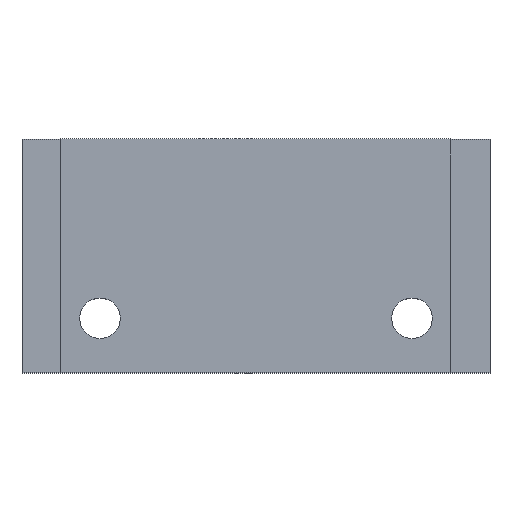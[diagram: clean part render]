
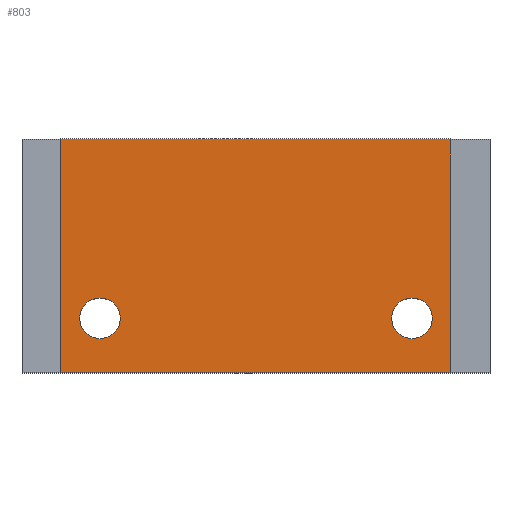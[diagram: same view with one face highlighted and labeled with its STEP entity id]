
A CAD part, top view. The second image highlights one B-rep face of the part: STEP entity #803.
In plain terms, the highlighted planar face has unit normal (0, 0, 1).
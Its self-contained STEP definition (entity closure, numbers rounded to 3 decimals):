
#72 = PLANE('',#73);
#73 = AXIS2_PLACEMENT_3D('',#74,#75,#76);
#74 = CARTESIAN_POINT('',(-30.,-15.,0.));
#75 = DIRECTION('',(0.,1.,0.));
#76 = DIRECTION('',(1.,0.,0.));
#126 = PLANE('',#127);
#127 = AXIS2_PLACEMENT_3D('',#128,#129,#130);
#128 = CARTESIAN_POINT('',(30.,15.,0.));
#129 = DIRECTION('',(0.,-1.,0.));
#130 = DIRECTION('',(-1.,0.,0.));
#313 = VERTEX_POINT('',#314);
#314 = CARTESIAN_POINT('',(25.,15.,10.));
#328 = PLANE('',#329);
#329 = AXIS2_PLACEMENT_3D('',#330,#331,#332);
#330 = CARTESIAN_POINT('',(25.,-15.,11.));
#331 = DIRECTION('',(-1.,0.,0.));
#332 = DIRECTION('',(0.,0.,-1.));
#340 = EDGE_CURVE('',#313,#341,#343,.T.);
#341 = VERTEX_POINT('',#342);
#342 = CARTESIAN_POINT('',(-25.,15.,10.));
#343 = SURFACE_CURVE('',#344,(#348,#355),.PCURVE_S1.);
#344 = LINE('',#345,#346);
#345 = CARTESIAN_POINT('',(30.,15.,10.));
#346 = VECTOR('',#347,1.);
#347 = DIRECTION('',(-1.,0.,0.));
#348 = PCURVE('',#126,#349);
#349 = DEFINITIONAL_REPRESENTATION('',(#350),#354);
#350 = LINE('',#351,#352);
#351 = CARTESIAN_POINT('',(0.,-10.));
#352 = VECTOR('',#353,1.);
#353 = DIRECTION('',(1.,0.));
#354 = ( GEOMETRIC_REPRESENTATION_CONTEXT(2) 
PARAMETRIC_REPRESENTATION_CONTEXT() REPRESENTATION_CONTEXT('2D SPACE',''
  ) );
#355 = PCURVE('',#356,#361);
#356 = PLANE('',#357);
#357 = AXIS2_PLACEMENT_3D('',#358,#359,#360);
#358 = CARTESIAN_POINT('',(0.,0.,10.));
#359 = DIRECTION('',(0.,0.,1.));
#360 = DIRECTION('',(1.,0.,0.));
#361 = DEFINITIONAL_REPRESENTATION('',(#362),#366);
#362 = LINE('',#363,#364);
#363 = CARTESIAN_POINT('',(30.,15.));
#364 = VECTOR('',#365,1.);
#365 = DIRECTION('',(-1.,0.));
#366 = ( GEOMETRIC_REPRESENTATION_CONTEXT(2) 
PARAMETRIC_REPRESENTATION_CONTEXT() REPRESENTATION_CONTEXT('2D SPACE',''
  ) );
#384 = PLANE('',#385);
#385 = AXIS2_PLACEMENT_3D('',#386,#387,#388);
#386 = CARTESIAN_POINT('',(-25.,-15.,5.));
#387 = DIRECTION('',(1.,0.,0.));
#388 = DIRECTION('',(0.,0.,1.));
#545 = VERTEX_POINT('',#546);
#546 = CARTESIAN_POINT('',(-25.,-15.,10.));
#567 = EDGE_CURVE('',#545,#568,#570,.T.);
#568 = VERTEX_POINT('',#569);
#569 = CARTESIAN_POINT('',(25.,-15.,10.));
#570 = SURFACE_CURVE('',#571,(#575,#582),.PCURVE_S1.);
#571 = LINE('',#572,#573);
#572 = CARTESIAN_POINT('',(-30.,-15.,10.));
#573 = VECTOR('',#574,1.);
#574 = DIRECTION('',(1.,0.,0.));
#575 = PCURVE('',#72,#576);
#576 = DEFINITIONAL_REPRESENTATION('',(#577),#581);
#577 = LINE('',#578,#579);
#578 = CARTESIAN_POINT('',(0.,-10.));
#579 = VECTOR('',#580,1.);
#580 = DIRECTION('',(1.,0.));
#581 = ( GEOMETRIC_REPRESENTATION_CONTEXT(2) 
PARAMETRIC_REPRESENTATION_CONTEXT() REPRESENTATION_CONTEXT('2D SPACE',''
  ) );
#582 = PCURVE('',#356,#583);
#583 = DEFINITIONAL_REPRESENTATION('',(#584),#588);
#584 = LINE('',#585,#586);
#585 = CARTESIAN_POINT('',(-30.,-15.));
#586 = VECTOR('',#587,1.);
#587 = DIRECTION('',(1.,0.));
#588 = ( GEOMETRIC_REPRESENTATION_CONTEXT(2) 
PARAMETRIC_REPRESENTATION_CONTEXT() REPRESENTATION_CONTEXT('2D SPACE',''
  ) );
#783 = EDGE_CURVE('',#545,#341,#784,.T.);
#784 = SURFACE_CURVE('',#785,(#789,#796),.PCURVE_S1.);
#785 = LINE('',#786,#787);
#786 = CARTESIAN_POINT('',(-25.,-7.5,10.));
#787 = VECTOR('',#788,1.);
#788 = DIRECTION('',(0.,1.,0.));
#789 = PCURVE('',#384,#790);
#790 = DEFINITIONAL_REPRESENTATION('',(#791),#795);
#791 = LINE('',#792,#793);
#792 = CARTESIAN_POINT('',(5.,-7.5));
#793 = VECTOR('',#794,1.);
#794 = DIRECTION('',(0.,-1.));
#795 = ( GEOMETRIC_REPRESENTATION_CONTEXT(2) 
PARAMETRIC_REPRESENTATION_CONTEXT() REPRESENTATION_CONTEXT('2D SPACE',''
  ) );
#796 = PCURVE('',#356,#797);
#797 = DEFINITIONAL_REPRESENTATION('',(#798),#802);
#798 = LINE('',#799,#800);
#799 = CARTESIAN_POINT('',(-25.,-7.5));
#800 = VECTOR('',#801,1.);
#801 = DIRECTION('',(0.,1.));
#802 = ( GEOMETRIC_REPRESENTATION_CONTEXT(2) 
PARAMETRIC_REPRESENTATION_CONTEXT() REPRESENTATION_CONTEXT('2D SPACE',''
  ) );
#803 = ADVANCED_FACE('',(#804,#830,#861),#356,.T.);
#804 = FACE_BOUND('',#805,.T.);
#805 = EDGE_LOOP('',(#806,#807,#828,#829));
#806 = ORIENTED_EDGE('',*,*,#567,.T.);
#807 = ORIENTED_EDGE('',*,*,#808,.F.);
#808 = EDGE_CURVE('',#313,#568,#809,.T.);
#809 = SURFACE_CURVE('',#810,(#814,#821),.PCURVE_S1.);
#810 = LINE('',#811,#812);
#811 = CARTESIAN_POINT('',(25.,-7.5,10.));
#812 = VECTOR('',#813,1.);
#813 = DIRECTION('',(0.,-1.,0.));
#814 = PCURVE('',#356,#815);
#815 = DEFINITIONAL_REPRESENTATION('',(#816),#820);
#816 = LINE('',#817,#818);
#817 = CARTESIAN_POINT('',(25.,-7.5));
#818 = VECTOR('',#819,1.);
#819 = DIRECTION('',(0.,-1.));
#820 = ( GEOMETRIC_REPRESENTATION_CONTEXT(2) 
PARAMETRIC_REPRESENTATION_CONTEXT() REPRESENTATION_CONTEXT('2D SPACE',''
  ) );
#821 = PCURVE('',#328,#822);
#822 = DEFINITIONAL_REPRESENTATION('',(#823),#827);
#823 = LINE('',#824,#825);
#824 = CARTESIAN_POINT('',(1.,-7.5));
#825 = VECTOR('',#826,1.);
#826 = DIRECTION('',(0.,1.));
#827 = ( GEOMETRIC_REPRESENTATION_CONTEXT(2) 
PARAMETRIC_REPRESENTATION_CONTEXT() REPRESENTATION_CONTEXT('2D SPACE',''
  ) );
#828 = ORIENTED_EDGE('',*,*,#340,.T.);
#829 = ORIENTED_EDGE('',*,*,#783,.F.);
#830 = FACE_BOUND('',#831,.T.);
#831 = EDGE_LOOP('',(#832));
#832 = ORIENTED_EDGE('',*,*,#833,.F.);
#833 = EDGE_CURVE('',#834,#834,#836,.T.);
#834 = VERTEX_POINT('',#835);
#835 = CARTESIAN_POINT('',(-22.6,-8.,10.));
#836 = SURFACE_CURVE('',#837,(#842,#849),.PCURVE_S1.);
#837 = CIRCLE('',#838,2.6);
#838 = AXIS2_PLACEMENT_3D('',#839,#840,#841);
#839 = CARTESIAN_POINT('',(-20.,-8.,10.));
#840 = DIRECTION('',(0.,-0.,1.));
#841 = DIRECTION('',(-1.,0.,0.));
#842 = PCURVE('',#356,#843);
#843 = DEFINITIONAL_REPRESENTATION('',(#844),#848);
#844 = CIRCLE('',#845,2.6);
#845 = AXIS2_PLACEMENT_2D('',#846,#847);
#846 = CARTESIAN_POINT('',(-20.,-8.));
#847 = DIRECTION('',(-1.,0.));
#848 = ( GEOMETRIC_REPRESENTATION_CONTEXT(2) 
PARAMETRIC_REPRESENTATION_CONTEXT() REPRESENTATION_CONTEXT('2D SPACE',''
  ) );
#849 = PCURVE('',#850,#855);
#850 = CYLINDRICAL_SURFACE('',#851,2.6);
#851 = AXIS2_PLACEMENT_3D('',#852,#853,#854);
#852 = CARTESIAN_POINT('',(-20.,-8.,5.1));
#853 = DIRECTION('',(0.,0.,1.));
#854 = DIRECTION('',(-1.,0.,0.));
#855 = DEFINITIONAL_REPRESENTATION('',(#856),#860);
#856 = LINE('',#857,#858);
#857 = CARTESIAN_POINT('',(-6.283,4.9));
#858 = VECTOR('',#859,1.);
#859 = DIRECTION('',(1.,-0.));
#860 = ( GEOMETRIC_REPRESENTATION_CONTEXT(2) 
PARAMETRIC_REPRESENTATION_CONTEXT() REPRESENTATION_CONTEXT('2D SPACE',''
  ) );
#861 = FACE_BOUND('',#862,.T.);
#862 = EDGE_LOOP('',(#863));
#863 = ORIENTED_EDGE('',*,*,#864,.F.);
#864 = EDGE_CURVE('',#865,#865,#867,.T.);
#865 = VERTEX_POINT('',#866);
#866 = CARTESIAN_POINT('',(17.4,-8.,10.));
#867 = SURFACE_CURVE('',#868,(#873,#880),.PCURVE_S1.);
#868 = CIRCLE('',#869,2.6);
#869 = AXIS2_PLACEMENT_3D('',#870,#871,#872);
#870 = CARTESIAN_POINT('',(20.,-8.,10.));
#871 = DIRECTION('',(0.,-0.,1.));
#872 = DIRECTION('',(-1.,0.,0.));
#873 = PCURVE('',#356,#874);
#874 = DEFINITIONAL_REPRESENTATION('',(#875),#879);
#875 = CIRCLE('',#876,2.6);
#876 = AXIS2_PLACEMENT_2D('',#877,#878);
#877 = CARTESIAN_POINT('',(20.,-8.));
#878 = DIRECTION('',(-1.,0.));
#879 = ( GEOMETRIC_REPRESENTATION_CONTEXT(2) 
PARAMETRIC_REPRESENTATION_CONTEXT() REPRESENTATION_CONTEXT('2D SPACE',''
  ) );
#880 = PCURVE('',#881,#886);
#881 = CYLINDRICAL_SURFACE('',#882,2.6);
#882 = AXIS2_PLACEMENT_3D('',#883,#884,#885);
#883 = CARTESIAN_POINT('',(20.,-8.,5.1));
#884 = DIRECTION('',(0.,0.,1.));
#885 = DIRECTION('',(-1.,0.,0.));
#886 = DEFINITIONAL_REPRESENTATION('',(#887),#891);
#887 = LINE('',#888,#889);
#888 = CARTESIAN_POINT('',(-6.283,4.9));
#889 = VECTOR('',#890,1.);
#890 = DIRECTION('',(1.,-0.));
#891 = ( GEOMETRIC_REPRESENTATION_CONTEXT(2) 
PARAMETRIC_REPRESENTATION_CONTEXT() REPRESENTATION_CONTEXT('2D SPACE',''
  ) );
